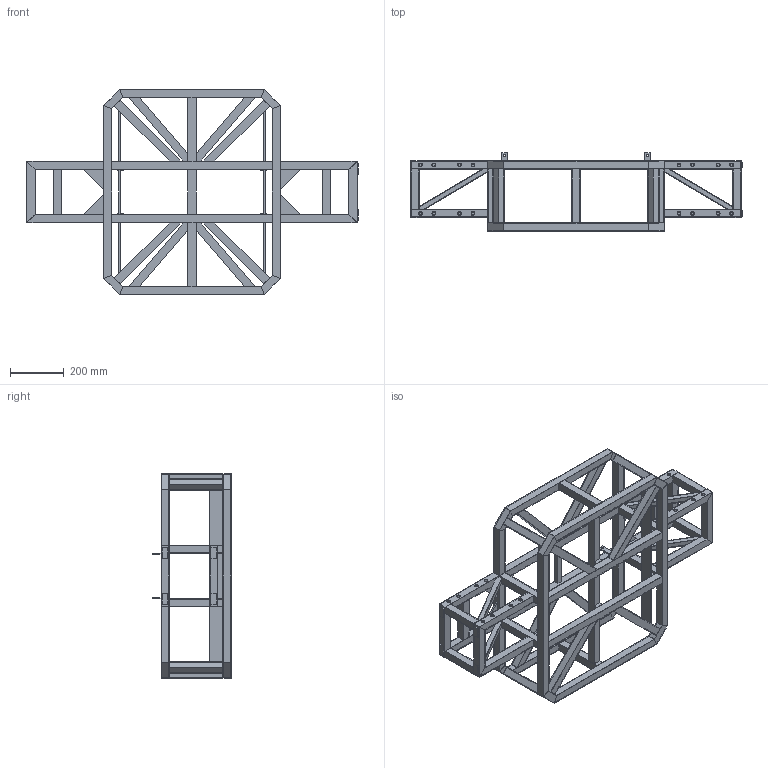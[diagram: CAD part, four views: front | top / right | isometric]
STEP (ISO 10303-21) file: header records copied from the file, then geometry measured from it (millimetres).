
FILE_DESCRIPTION (( 'STEP AP203' ), '1' );
FILE_NAME ('Rama.STEP', '2019-02-07T08:19:25', ( '' ), ( '' ), 'SwSTEP 2.0', 'SolidWorks 2017', '' );
FILE_SCHEMA (( 'CONFIG_CONTROL_DESIGN' ));
Length unit declared in the file: millimetre
Products named in the file (1): Rama
Bounding box: 1232 x 290 x 760 mm (x, y, z)
Volume: 4375114.1 mm3; surface area: 4161813.3 mm2
Topology: 86 solids, 86 shells, 920 faces, 2216 edges, 1456 vertices
Faces by surface type: plane 784, cylinder 72, cone 64
Entity records: 26623 total; most frequent: CARTESIAN_POINT 4593, ORIENTED_EDGE 4432, DIRECTION 4266, EDGE_CURVE 2216, LINE 2008, VECTOR 2008, VERTEX_POINT 1456, AXIS2_PLACEMENT_3D 1129
